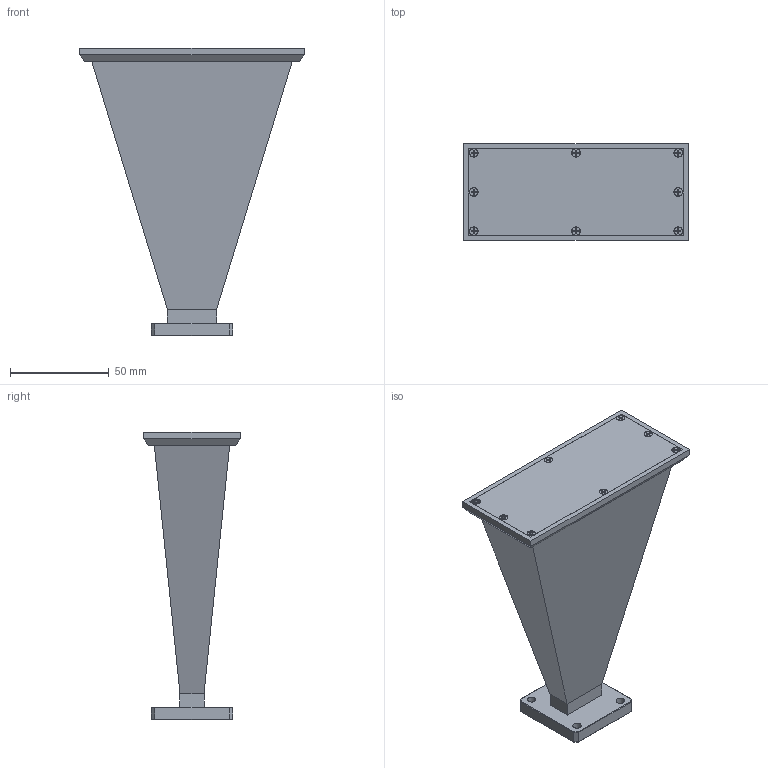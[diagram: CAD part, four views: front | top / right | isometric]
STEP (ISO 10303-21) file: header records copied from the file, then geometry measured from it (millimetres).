
FILE_DESCRIPTION (( 'STEP AP203' ), '1' );
FILE_NAME ('SAK-AL103113-90-C1.STEP', '2019-05-15T22:29:43', ( '' ), ( '' ), 'SwSTEP 2.0', 'SolidWorks 2016', '' );
FILE_SCHEMA (( 'CONFIG_CONTROL_DESIGN' ));
Length unit declared in the file: inch
Products named in the file (1): SAK-AL103113-90-C1
Bounding box: 113.79 x 49.02 x 145.74 mm (x, y, z)
Volume: 269479.7 mm3; surface area: 37383.1 mm2
Topology: 9 solids, 9 shells, 592 faces, 1658 edges, 1080 vertices
Faces by surface type: cylinder 224, plane 208, cone 136, bspline 24
Entity records: 31433 total; most frequent: CARTESIAN_POINT 17681, ORIENTED_EDGE 3284, DIRECTION 2416, EDGE_CURVE 1642, VERTEX_POINT 1080, AXIS2_PLACEMENT_3D 875, LINE 666, VECTOR 666
